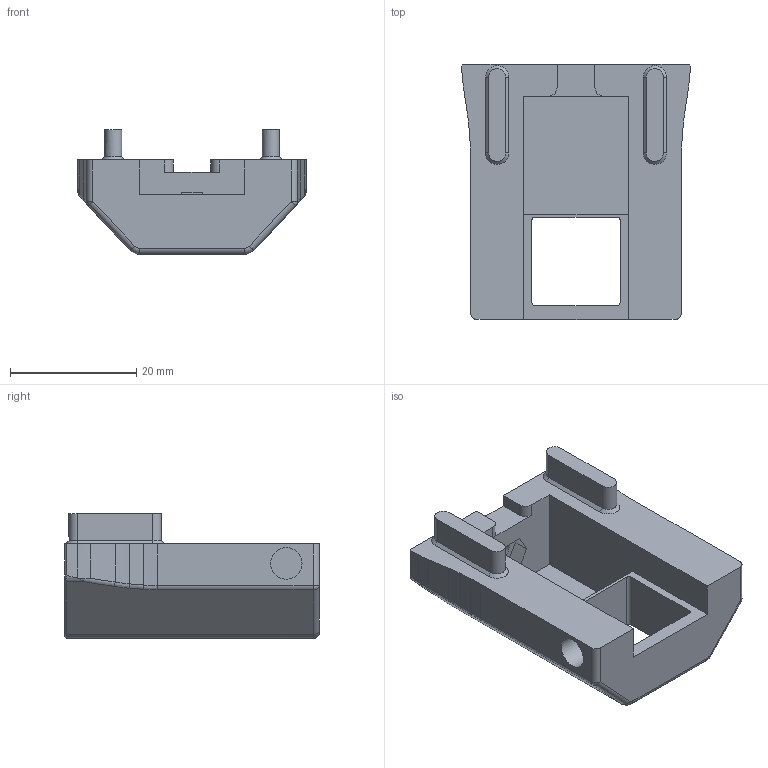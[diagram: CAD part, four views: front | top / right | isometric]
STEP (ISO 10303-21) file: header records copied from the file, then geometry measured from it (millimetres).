
FILE_DESCRIPTION(/* description */ ('STEP AP242','CAx-IF Rec.Pracs.---Representation and Presentation of Product Manufacturing Information (PMI)---4.0---2014-10-13','CAx-IF Rec.Pracs.---3D Tessellated Geometry---0.4---2014-09-14','2;1'),/* implementation_level */ '2;1');
FILE_NAME(/* name */ 'Turd Herder V3 - Chimney',/* time_stamp */ '2025-09-10T03:42:26Z',/* author */ (''),/* organization */ (''),/* preprocessor_version */ 'ST-DEVELOPER v20',/* originating_system */ 'ONSHAPE BY PTC INC, 1.203',/* authorisation */ ' ');
FILE_SCHEMA (('AP242_MANAGED_MODEL_BASED_3D_ENGINEERING_MIM_LF { 1 0 10303 442 1 1 4 }'));
Length unit declared in the file: metre
Products named in the file (1): Chimney
Bounding box: 36.3 x 40.4 x 19.8 mm (x, y, z)
Volume: 10379.9 mm3; surface area: 5990.7 mm2
Topology: 1 solids, 1 shells, 110 faces, 271 edges, 166 vertices
Faces by surface type: plane 56, cylinder 34, bspline 8, cone 8, sphere 2, torus 2
Full cylindrical faces by diameter (mm): 3.7 x1, 5 x2
Entity records: 3378 total; most frequent: CARTESIAN_POINT 799, ORIENTED_EDGE 532, DIRECTION 520, EDGE_CURVE 266, AXIS2_PLACEMENT_3D 177, VERTEX_POINT 166, LINE 166, VECTOR 166
